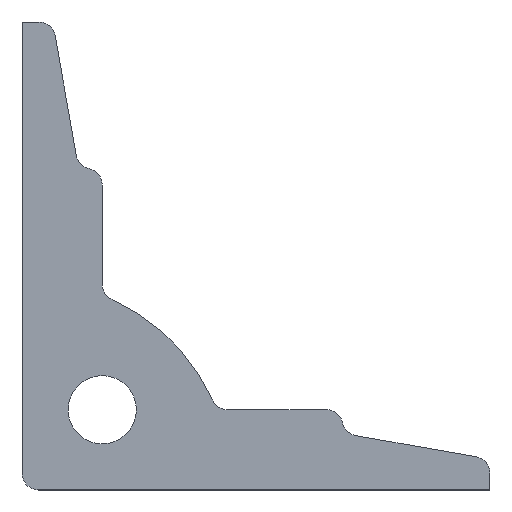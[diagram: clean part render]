
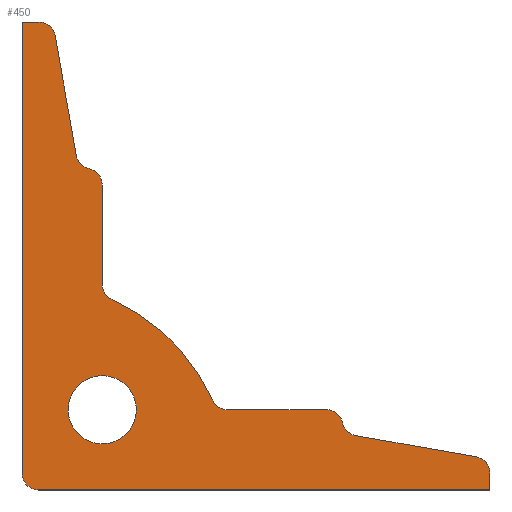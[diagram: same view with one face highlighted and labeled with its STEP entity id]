
A CAD part, top view. The second image highlights one B-rep face of the part: STEP entity #450.
In plain terms, the highlighted planar face has unit normal (0, 0, 1).
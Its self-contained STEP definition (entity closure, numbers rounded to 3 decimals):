
#60=CARTESIAN_POINT('',(2.5,0.0,0.5));
#61=VERTEX_POINT('',#60);
#68=CARTESIAN_POINT('',(0.0,2.5,0.5));
#69=VERTEX_POINT('',#68);
#70=CARTESIAN_POINT('',(2.5,2.5,0.5));
#71=DIRECTION('',(0.0,0.0,-1.));
#72=DIRECTION('',(-0.707,-0.707,0.0));
#73=AXIS2_PLACEMENT_3D('',#70,#71,#72);
#74=CIRCLE('',#73,2.5);
#75=EDGE_CURVE('',#61,#69,#74,.T.);
#100=CARTESIAN_POINT('',(70.0,0.0,0.5));
#101=VERTEX_POINT('',#100);
#108=CARTESIAN_POINT('',(70.0,0.0,0.5));
#109=DIRECTION('',(-1.0,0.0,0.0));
#110=VECTOR('',#109,67.5);
#111=LINE('',#108,#110);
#112=EDGE_CURVE('',#101,#61,#111,.T.);
#278=CARTESIAN_POINT('',(67.934,4.964,0.5));
#279=VERTEX_POINT('',#278);
#280=CARTESIAN_POINT('',(70.0,2.502,0.5));
#281=VERTEX_POINT('',#280);
#282=CARTESIAN_POINT('',(67.5,2.502,0.5));
#283=DIRECTION('',(0.0,0.0,-1.));
#284=DIRECTION('',(0.766,0.643,0.0));
#285=AXIS2_PLACEMENT_3D('',#282,#283,#284);
#286=CIRCLE('',#285,2.5);
#287=EDGE_CURVE('',#279,#281,#286,.T.);
#305=CARTESIAN_POINT('',(22.923,22.923,0.5));
#306=DIRECTION('',(0.0,0.0,1.0));
#307=DIRECTION('',(1.0,0.0,0.0));
#308=AXIS2_PLACEMENT_3D('',#305,#306,#307);
#309=PLANE('',#308);
#310=ORIENTED_EDGE('',*,*,#75,.F.);
#311=ORIENTED_EDGE('',*,*,#112,.F.);
#312=CARTESIAN_POINT('',(70.0,2.502,0.5));
#313=DIRECTION('',(0.0,-1.0,0.0));
#314=VECTOR('',#313,2.502);
#315=LINE('',#312,#314);
#316=EDGE_CURVE('',#281,#101,#315,.T.);
#317=ORIENTED_EDGE('',*,*,#316,.F.);
#318=ORIENTED_EDGE('',*,*,#287,.F.);
#319=CARTESIAN_POINT('',(49.944,8.136,0.5));
#320=VERTEX_POINT('',#319);
#321=CARTESIAN_POINT('',(49.944,8.136,0.5));
#322=DIRECTION('',(0.985,-0.174,0.0));
#323=VECTOR('',#322,18.268);
#324=LINE('',#321,#323);
#325=EDGE_CURVE('',#320,#279,#324,.T.);
#326=ORIENTED_EDGE('',*,*,#325,.F.);
#327=CARTESIAN_POINT('',(47.939,10.049,0.5));
#328=VERTEX_POINT('',#327);
#329=CARTESIAN_POINT('',(50.378,10.598,0.5));
#330=DIRECTION('',(0.0,0.0,1.0));
#331=DIRECTION('',(0.174,0.985,0.0));
#332=AXIS2_PLACEMENT_3D('',#329,#330,#331);
#333=CIRCLE('',#332,2.5);
#334=EDGE_CURVE('',#328,#320,#333,.T.);
#335=ORIENTED_EDGE('',*,*,#334,.F.);
#336=CARTESIAN_POINT('',(45.5,12.,0.5));
#337=VERTEX_POINT('',#336);
#338=CARTESIAN_POINT('',(45.5,9.5,0.5));
#339=DIRECTION('',(0.0,0.0,-1.));
#340=DIRECTION('',(0.707,0.707,0.0));
#341=AXIS2_PLACEMENT_3D('',#338,#339,#340);
#342=CIRCLE('',#341,2.5);
#343=EDGE_CURVE('',#337,#328,#342,.T.);
#344=ORIENTED_EDGE('',*,*,#343,.F.);
#345=CARTESIAN_POINT('',(30.761,12.,0.5));
#346=VERTEX_POINT('',#345);
#347=CARTESIAN_POINT('',(30.761,12.,0.5));
#348=DIRECTION('',(1.0,0.0,0.0));
#349=VECTOR('',#348,14.739);
#350=LINE('',#347,#349);
#351=EDGE_CURVE('',#346,#337,#350,.T.);
#352=ORIENTED_EDGE('',*,*,#351,.F.);
#353=CARTESIAN_POINT('',(28.483,13.472,0.5));
#354=VERTEX_POINT('',#353);
#355=CARTESIAN_POINT('',(30.761,14.5,0.5));
#356=DIRECTION('',(0.0,0.0,1.0));
#357=DIRECTION('',(-0.543,-0.84,0.0));
#358=AXIS2_PLACEMENT_3D('',#355,#356,#357);
#359=CIRCLE('',#358,2.5);
#360=EDGE_CURVE('',#354,#346,#359,.T.);
#361=ORIENTED_EDGE('',*,*,#360,.F.);
#362=CARTESIAN_POINT('',(13.472,28.483,0.5));
#363=VERTEX_POINT('',#362);
#364=CARTESIAN_POINT('',(1.136,1.136,0.5));
#365=DIRECTION('',(0.0,0.0,-1.0));
#366=DIRECTION('',(0.932,0.362,0.0));
#367=AXIS2_PLACEMENT_3D('',#364,#365,#366);
#368=CIRCLE('',#367,30.0);
#369=EDGE_CURVE('',#363,#354,#368,.T.);
#370=ORIENTED_EDGE('',*,*,#369,.F.);
#371=CARTESIAN_POINT('',(12.0,30.761,0.5));
#372=VERTEX_POINT('',#371);
#373=CARTESIAN_POINT('',(14.5,30.761,0.5));
#374=DIRECTION('',(0.0,0.0,1.));
#375=DIRECTION('',(-0.84,-0.543,0.0));
#376=AXIS2_PLACEMENT_3D('',#373,#374,#375);
#377=CIRCLE('',#376,2.5);
#378=EDGE_CURVE('',#372,#363,#377,.T.);
#379=ORIENTED_EDGE('',*,*,#378,.F.);
#380=CARTESIAN_POINT('',(12.,45.617,0.5));
#381=VERTEX_POINT('',#380);
#382=CARTESIAN_POINT('',(12.,45.617,0.5));
#383=DIRECTION('',(0.0,-1.0,0.0));
#384=VECTOR('',#383,14.856);
#385=LINE('',#382,#384);
#386=EDGE_CURVE('',#381,#372,#385,.T.);
#387=ORIENTED_EDGE('',*,*,#386,.F.);
#388=CARTESIAN_POINT('',(10.038,48.059,0.5));
#389=VERTEX_POINT('',#388);
#390=CARTESIAN_POINT('',(9.5,45.617,0.5));
#391=DIRECTION('',(0.0,0.0,-1.0));
#392=DIRECTION('',(-1.0,0.0,0.0));
#393=AXIS2_PLACEMENT_3D('',#390,#391,#392);
#394=CIRCLE('',#393,2.5);
#395=EDGE_CURVE('',#389,#381,#394,.T.);
#396=ORIENTED_EDGE('',*,*,#395,.F.);
#397=CARTESIAN_POINT('',(8.115,50.066,0.5));
#398=VERTEX_POINT('',#397);
#399=CARTESIAN_POINT('',(10.577,50.5,0.5));
#400=DIRECTION('',(0.0,0.0,1.0));
#401=DIRECTION('',(-0.643,-0.766,0.0));
#402=AXIS2_PLACEMENT_3D('',#399,#400,#401);
#403=CIRCLE('',#402,2.5);
#404=EDGE_CURVE('',#398,#389,#403,.T.);
#405=ORIENTED_EDGE('',*,*,#404,.F.);
#406=CARTESIAN_POINT('',(4.964,67.934,0.5));
#407=VERTEX_POINT('',#406);
#408=CARTESIAN_POINT('',(4.964,67.934,0.5));
#409=DIRECTION('',(0.174,-0.985,0.0));
#410=VECTOR('',#409,18.144);
#411=LINE('',#408,#410);
#412=EDGE_CURVE('',#407,#398,#411,.T.);
#413=ORIENTED_EDGE('',*,*,#412,.F.);
#414=CARTESIAN_POINT('',(2.502,70.0,0.5));
#415=VERTEX_POINT('',#414);
#416=CARTESIAN_POINT('',(2.502,67.5,0.5));
#417=DIRECTION('',(0.0,0.0,-1.0));
#418=DIRECTION('',(0.643,0.766,0.0));
#419=AXIS2_PLACEMENT_3D('',#416,#417,#418);
#420=CIRCLE('',#419,2.5);
#421=EDGE_CURVE('',#415,#407,#420,.T.);
#422=ORIENTED_EDGE('',*,*,#421,.F.);
#423=CARTESIAN_POINT('',(0.0,70.0,0.5));
#424=VERTEX_POINT('',#423);
#425=CARTESIAN_POINT('',(0.0,70.0,0.5));
#426=DIRECTION('',(1.0,0.0,0.0));
#427=VECTOR('',#426,2.502);
#428=LINE('',#425,#427);
#429=EDGE_CURVE('',#424,#415,#428,.T.);
#430=ORIENTED_EDGE('',*,*,#429,.F.);
#431=CARTESIAN_POINT('',(0.0,2.5,0.5));
#432=DIRECTION('',(0.0,1.0,0.0));
#433=VECTOR('',#432,67.5);
#434=LINE('',#431,#433);
#435=EDGE_CURVE('',#69,#424,#434,.T.);
#436=ORIENTED_EDGE('',*,*,#435,.F.);
#437=EDGE_LOOP('',(#310,#311,#317,#318,#326,#335,#344,#352,#361,#370,#379,#387,#396,#405,#413,#422,#430,#436));
#438=FACE_OUTER_BOUND('',#437,.T.);
#439=CARTESIAN_POINT('',(17.1,12.,0.5));
#440=VERTEX_POINT('',#439);
#441=CARTESIAN_POINT('',(12.,12.,0.5));
#442=DIRECTION('',(0.0,0.0,-1.0));
#443=DIRECTION('',(1.0,0.0,0.0));
#444=AXIS2_PLACEMENT_3D('',#441,#442,#443);
#445=CIRCLE('',#444,5.1);
#446=EDGE_CURVE('',#440,#440,#445,.T.);
#447=ORIENTED_EDGE('',*,*,#446,.T.);
#448=EDGE_LOOP('',(#447));
#449=FACE_BOUND('',#448,.T.);
#450=ADVANCED_FACE('',(#438,#449),#309,.T.);
